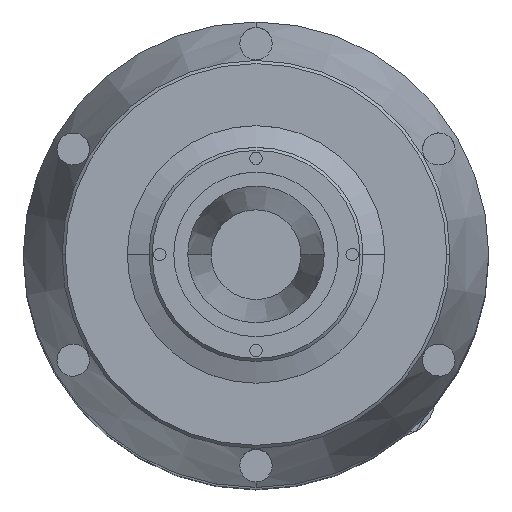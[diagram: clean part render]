
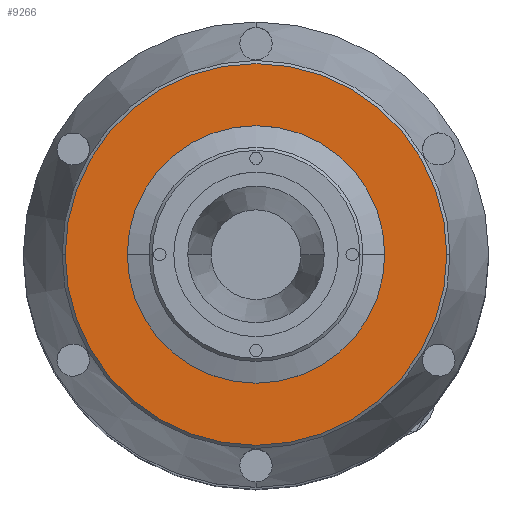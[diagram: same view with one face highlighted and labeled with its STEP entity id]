
A CAD part, top view. The second image highlights one B-rep face of the part: STEP entity #9266.
In plain terms, the highlighted face is planar.
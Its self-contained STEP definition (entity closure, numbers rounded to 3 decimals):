
#79 = AXIS2_PLACEMENT_3D ( 'NONE', #8527, #5022, #6184 ) ;
#435 = DIRECTION ( 'NONE',  ( 1., 0., 0. ) ) ;
#530 = DIRECTION ( 'NONE',  ( 0., 0., -1. ) ) ;
#946 = CIRCLE ( 'NONE', #9745, 38. ) ;
#1033 = PLANE ( 'NONE',  #4170 ) ;
#3329 = DIRECTION ( 'NONE',  ( 0., 0., 1. ) ) ;
#4170 = AXIS2_PLACEMENT_3D ( 'NONE', #5703, #9173, #3329 ) ;
#4749 = VERTEX_POINT ( 'NONE', #14247 ) ;
#4794 = ORIENTED_EDGE ( 'NONE', *, *, #13004, .F. ) ;
#4933 = VERTEX_POINT ( 'NONE', #11026 ) ;
#5022 = DIRECTION ( 'NONE',  ( 1., 0., 0. ) ) ;
#5605 = CIRCLE ( 'NONE', #11815, 61.5 ) ;
#5703 = CARTESIAN_POINT ( 'NONE',  ( 6.995, 61.5, 0. ) ) ;
#6184 = DIRECTION ( 'NONE',  ( 0., 0., -1. ) ) ;
#6326 = DIRECTION ( 'NONE',  ( 1., 0., 0. ) ) ;
#6390 = EDGE_LOOP ( 'NONE', ( #13195, #9312 ) ) ;
#7105 = DIRECTION ( 'NONE',  ( 0., 0., -1. ) ) ;
#7222 = FACE_OUTER_BOUND ( 'NONE', #8968, .T. ) ;
#7576 = AXIS2_PLACEMENT_3D ( 'NONE', #9313, #14063, #7105 ) ;
#7933 = CARTESIAN_POINT ( 'NONE',  ( 6.995, 0., 61.5 ) ) ;
#8076 = VERTEX_POINT ( 'NONE', #14264 ) ;
#8527 = CARTESIAN_POINT ( 'NONE',  ( 6.995, 0., 0. ) ) ;
#8576 = DIRECTION ( 'NONE',  ( 0., 0., -1. ) ) ;
#8968 = EDGE_LOOP ( 'NONE', ( #9680, #4794 ) ) ;
#9079 = EDGE_CURVE ( 'NONE', #4933, #13948, #5605, .T. ) ;
#9173 = DIRECTION ( 'NONE',  ( -1., 0., 0. ) ) ;
#9266 = ADVANCED_FACE ( 'NONE', ( #7222, #11594 ), #1033, .T. ) ;
#9312 = ORIENTED_EDGE ( 'NONE', *, *, #11243, .T. ) ;
#9313 = CARTESIAN_POINT ( 'NONE',  ( 6.995, 0., 0. ) ) ;
#9680 = ORIENTED_EDGE ( 'NONE', *, *, #9079, .F. ) ;
#9745 = AXIS2_PLACEMENT_3D ( 'NONE', #13126, #435, #8576 ) ;
#10401 = EDGE_CURVE ( 'NONE', #8076, #4749, #13354, .T. ) ;
#10542 = CIRCLE ( 'NONE', #79, 61.5 ) ;
#11026 = CARTESIAN_POINT ( 'NONE',  ( 6.995, 0., -61.5 ) ) ;
#11243 = EDGE_CURVE ( 'NONE', #4749, #8076, #946, .T. ) ;
#11594 = FACE_BOUND ( 'NONE', #6390, .T. ) ;
#11815 = AXIS2_PLACEMENT_3D ( 'NONE', #13260, #6326, #530 ) ;
#13004 = EDGE_CURVE ( 'NONE', #13948, #4933, #10542, .T. ) ;
#13126 = CARTESIAN_POINT ( 'NONE',  ( 6.995, 0., 0. ) ) ;
#13195 = ORIENTED_EDGE ( 'NONE', *, *, #10401, .T. ) ;
#13260 = CARTESIAN_POINT ( 'NONE',  ( 6.995, 0., 0. ) ) ;
#13354 = CIRCLE ( 'NONE', #7576, 38. ) ;
#13948 = VERTEX_POINT ( 'NONE', #7933 ) ;
#14063 = DIRECTION ( 'NONE',  ( 1., 0., 0. ) ) ;
#14247 = CARTESIAN_POINT ( 'NONE',  ( 6.995, 0., 38. ) ) ;
#14264 = CARTESIAN_POINT ( 'NONE',  ( 6.995, 0., -38. ) ) ;
